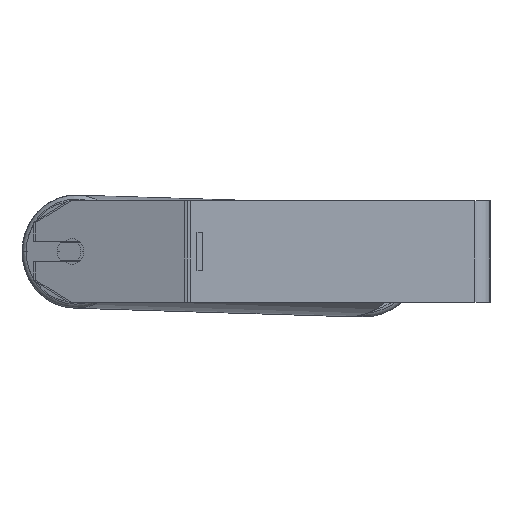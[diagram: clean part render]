
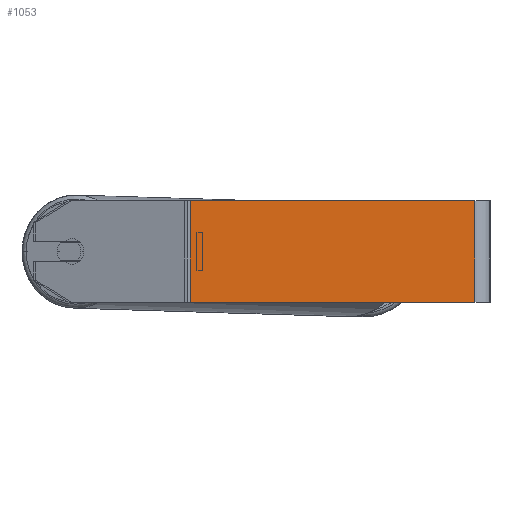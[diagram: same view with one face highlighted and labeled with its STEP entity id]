
A CAD part, left-side view. The second image highlights one B-rep face of the part: STEP entity #1053.
In plain terms, the highlighted planar face has unit normal (-1, 0, 0).
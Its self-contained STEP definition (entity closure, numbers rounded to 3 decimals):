
#130 = VECTOR ( 'NONE', #5304, 1000. ) ;
#575 = VERTEX_POINT ( 'NONE', #7198 ) ;
#720 = FACE_OUTER_BOUND ( 'NONE', #5657, .T. ) ;
#1053 = ADVANCED_FACE ( 'NONE', ( #720 ), #5239, .F. ) ;
#1316 = CARTESIAN_POINT ( 'NONE',  ( -1000., 12., 40. ) ) ;
#1607 = EDGE_CURVE ( 'NONE', #575, #8256, #6202, .T. ) ;
#1845 = VECTOR ( 'NONE', #6903, 1000. ) ;
#1869 = EDGE_CURVE ( 'NONE', #6198, #8256, #7995, .T. ) ;
#2045 = CARTESIAN_POINT ( 'NONE',  ( -1000., 237.929, 40. ) ) ;
#2237 = VECTOR ( 'NONE', #6223, 1000. ) ;
#2720 = EDGE_CURVE ( 'NONE', #3461, #6198, #6876, .T. ) ;
#2838 = DIRECTION ( 'NONE',  ( 0., -1., 0. ) ) ;
#3010 = CARTESIAN_POINT ( 'NONE',  ( -1000., 235.813, 40. ) ) ;
#3461 = VERTEX_POINT ( 'NONE', #8004 ) ;
#3541 = ORIENTED_EDGE ( 'NONE', *, *, #1607, .T. ) ;
#3903 = DIRECTION ( 'NONE',  ( 1., 0., 0. ) ) ;
#4347 = ORIENTED_EDGE ( 'NONE', *, *, #2720, .F. ) ;
#4358 = ORIENTED_EDGE ( 'NONE', *, *, #1869, .F. ) ;
#4504 = VECTOR ( 'NONE', #2838, 1000. ) ;
#4556 = CARTESIAN_POINT ( 'NONE',  ( -1000., 12., 40. ) ) ;
#4711 = DIRECTION ( 'NONE',  ( 0., 0., -1. ) ) ;
#4729 = EDGE_CURVE ( 'NONE', #3461, #575, #7705, .T. ) ;
#4883 = CARTESIAN_POINT ( 'NONE',  ( -1000., 12., -40. ) ) ;
#5024 = CARTESIAN_POINT ( 'NONE',  ( -1000., 237.929, 40. ) ) ;
#5239 = PLANE ( 'NONE',  #8168 ) ;
#5304 = DIRECTION ( 'NONE',  ( 0., 0., -1. ) ) ;
#5657 = EDGE_LOOP ( 'NONE', ( #3541, #4358, #4347, #8691 ) ) ;
#6198 = VERTEX_POINT ( 'NONE', #1316 ) ;
#6202 = LINE ( 'NONE', #6899, #4504 ) ;
#6223 = DIRECTION ( 'NONE',  ( 0., -1., 0. ) ) ;
#6876 = LINE ( 'NONE', #5024, #2237 ) ;
#6899 = CARTESIAN_POINT ( 'NONE',  ( -1000., 237.929, -40. ) ) ;
#6903 = DIRECTION ( 'NONE',  ( 0., 0., -1. ) ) ;
#7198 = CARTESIAN_POINT ( 'NONE',  ( -1000., 235.813, -40. ) ) ;
#7705 = LINE ( 'NONE', #3010, #1845 ) ;
#7995 = LINE ( 'NONE', #4556, #130 ) ;
#8004 = CARTESIAN_POINT ( 'NONE',  ( -1000., 235.813, 40. ) ) ;
#8168 = AXIS2_PLACEMENT_3D ( 'NONE', #2045, #3903, #4711 ) ;
#8256 = VERTEX_POINT ( 'NONE', #4883 ) ;
#8691 = ORIENTED_EDGE ( 'NONE', *, *, #4729, .T. ) ;
